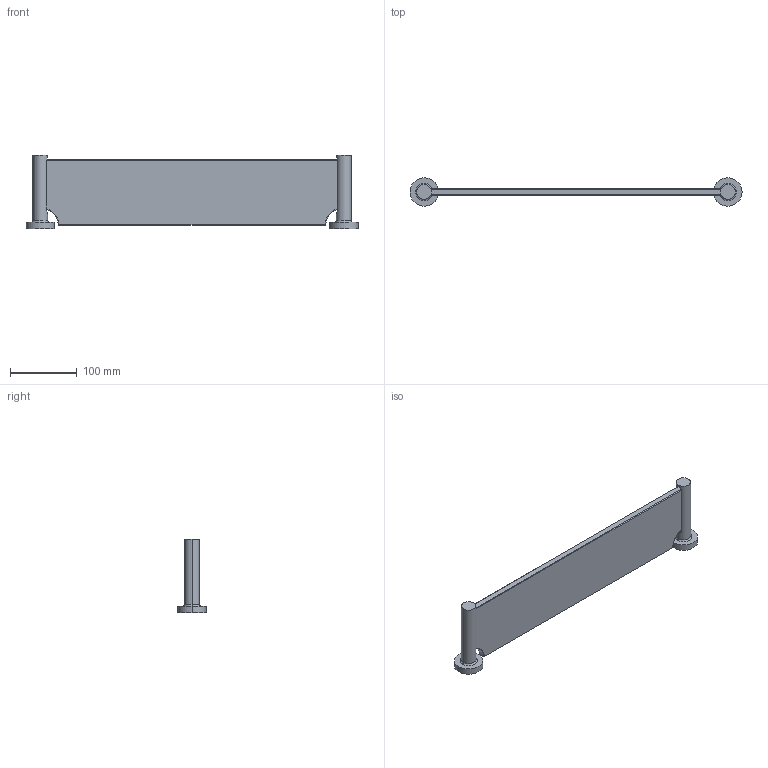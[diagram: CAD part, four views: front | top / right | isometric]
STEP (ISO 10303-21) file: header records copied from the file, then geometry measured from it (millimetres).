
FILE_DESCRIPTION (( 'STEP AP214' ), '1' );
FILE_NAME ('SUSSEX_SCALA_SVS_vanity_shelf_shell.STEP', '2021-05-12T06:16:46', ( '' ), ( '' ), 'SwSTEP 2.0', 'SolidWorks 2020', '' );
FILE_SCHEMA (( 'AUTOMOTIVE_DESIGN' ));
Length unit declared in the file: millimetre
Products named in the file (1): SUSSEX_SCALA_SVS_vanity_shelf_shell
Bounding box: 496.5 x 42.5 x 110 mm (x, y, z)
Volume: 515272.7 mm3; surface area: 121348.3 mm2
Topology: 3 solids, 5 shells, 76 faces, 150 edges, 86 vertices
Faces by surface type: plane 48, cylinder 20, cone 4, torus 4
Entity records: 2830 total; most frequent: CARTESIAN_POINT 481, DIRECTION 342, ORIENTED_EDGE 300, EDGE_CURVE 150, AXIS2_PLACEMENT_3D 123, LINE 96, VECTOR 96, VERTEX_POINT 86
